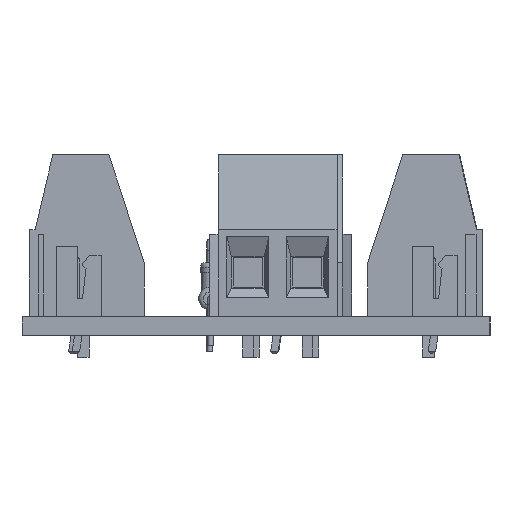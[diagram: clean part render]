
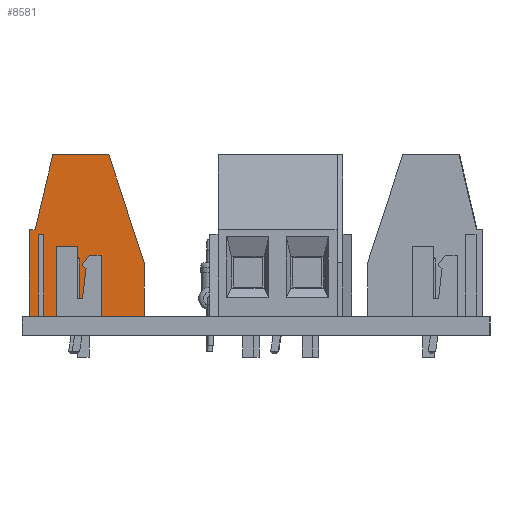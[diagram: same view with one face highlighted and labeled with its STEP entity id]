
A CAD part, left-side view. The second image highlights one B-rep face of the part: STEP entity #8581.
In plain terms, the highlighted face is planar.
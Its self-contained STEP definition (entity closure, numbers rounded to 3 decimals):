
#988=FACE_OUTER_BOUND('',#1528,.T.);
#1528=EDGE_LOOP('',(#7143,#7144,#7145,#7146,#7147,#7148,#7149,#7150,#7151,
#7152,#7153));
#2294=LINE('',#13282,#3286);
#2295=LINE('',#13285,#3287);
#2297=LINE('',#13293,#3289);
#2299=LINE('',#13297,#3291);
#2304=LINE('',#13306,#3296);
#2308=LINE('',#13314,#3300);
#2323=LINE('',#13344,#3315);
#2333=LINE('',#13363,#3325);
#2334=LINE('',#13366,#3326);
#2335=LINE('',#13368,#3327);
#2336=LINE('',#13369,#3328);
#3286=VECTOR('',#10859,1.);
#3287=VECTOR('',#10862,1.);
#3289=VECTOR('',#10870,1.);
#3291=VECTOR('',#10874,1.);
#3296=VECTOR('',#10881,1.);
#3300=VECTOR('',#10885,1.);
#3315=VECTOR('',#10908,1.);
#3325=VECTOR('',#10920,1.);
#3326=VECTOR('',#10923,1.);
#3327=VECTOR('',#10924,1.);
#3328=VECTOR('',#10925,1.);
#4171=VERTEX_POINT('',#13278);
#4172=VERTEX_POINT('',#13280);
#4173=VERTEX_POINT('',#13284);
#4176=VERTEX_POINT('',#13292);
#4177=VERTEX_POINT('',#13296);
#4180=VERTEX_POINT('',#13305);
#4183=VERTEX_POINT('',#13311);
#4184=VERTEX_POINT('',#13313);
#4195=VERTEX_POINT('',#13343);
#4204=VERTEX_POINT('',#13365);
#4205=VERTEX_POINT('',#13367);
#5184=EDGE_CURVE('',#4171,#4172,#2294,.T.);
#5185=EDGE_CURVE('',#4173,#4171,#2295,.T.);
#5189=EDGE_CURVE('',#4173,#4176,#2297,.T.);
#5191=EDGE_CURVE('',#4177,#4176,#2299,.T.);
#5196=EDGE_CURVE('',#4180,#4177,#2304,.T.);
#5200=EDGE_CURVE('',#4184,#4183,#2308,.T.);
#5215=EDGE_CURVE('',#4195,#4184,#2323,.T.);
#5225=EDGE_CURVE('',#4172,#4195,#2333,.T.);
#5226=EDGE_CURVE('',#4183,#4204,#2334,.T.);
#5227=EDGE_CURVE('',#4204,#4205,#2335,.T.);
#5228=EDGE_CURVE('',#4180,#4205,#2336,.T.);
#7143=ORIENTED_EDGE('',*,*,#5184,.T.);
#7144=ORIENTED_EDGE('',*,*,#5225,.T.);
#7145=ORIENTED_EDGE('',*,*,#5215,.T.);
#7146=ORIENTED_EDGE('',*,*,#5200,.T.);
#7147=ORIENTED_EDGE('',*,*,#5226,.T.);
#7148=ORIENTED_EDGE('',*,*,#5227,.T.);
#7149=ORIENTED_EDGE('',*,*,#5228,.F.);
#7150=ORIENTED_EDGE('',*,*,#5196,.T.);
#7151=ORIENTED_EDGE('',*,*,#5191,.T.);
#7152=ORIENTED_EDGE('',*,*,#5189,.F.);
#7153=ORIENTED_EDGE('',*,*,#5185,.T.);
#8157=PLANE('',#9220);
#8581=ADVANCED_FACE('',(#988),#8157,.T.);
#9220=AXIS2_PLACEMENT_3D('',#13364,#10921,#10922);
#10859=DIRECTION('',(0.,-0.228,-0.974));
#10862=DIRECTION('',(0.,-1.,0.));
#10870=DIRECTION('',(0.,0.309,-0.951));
#10874=DIRECTION('',(0.,0.,1.));
#10881=DIRECTION('',(0.,1.,0.));
#10885=DIRECTION('',(0.,1.,0.));
#10908=DIRECTION('',(0.,0.,-1.));
#10920=DIRECTION('',(0.,-1.,0.));
#10921=DIRECTION('center_axis',(1.,0.,0.));
#10922=DIRECTION('ref_axis',(0.,0.,1.));
#10923=DIRECTION('',(0.,0.,1.));
#10924=DIRECTION('',(0.,1.,0.));
#10925=DIRECTION('',(0.,0.,1.));
#13278=CARTESIAN_POINT('',(7.62,-2.6,13.8));
#13280=CARTESIAN_POINT('',(7.62,-4.1,7.4));
#13282=CARTESIAN_POINT('',(7.62,-2.6,13.8));
#13284=CARTESIAN_POINT('',(7.62,2.2,13.8));
#13285=CARTESIAN_POINT('',(7.62,5.2,13.8));
#13292=CARTESIAN_POINT('',(7.62,5.2,4.57));
#13293=CARTESIAN_POINT('',(7.62,2.2,13.8));
#13296=CARTESIAN_POINT('',(7.62,5.2,0.));
#13297=CARTESIAN_POINT('',(7.62,5.2,0.));
#13305=CARTESIAN_POINT('',(7.62,-3.37,0.));
#13306=CARTESIAN_POINT('',(7.62,-4.6,0.));
#13311=CARTESIAN_POINT('',(7.62,-3.83,0.));
#13313=CARTESIAN_POINT('',(7.62,-4.6,0.));
#13314=CARTESIAN_POINT('',(7.62,-4.6,0.));
#13343=CARTESIAN_POINT('',(7.62,-4.6,7.4));
#13344=CARTESIAN_POINT('',(7.62,-4.6,13.8));
#13363=CARTESIAN_POINT('',(7.62,-4.1,7.4));
#13364=CARTESIAN_POINT('Origin',(7.62,0.3,6.9));
#13365=CARTESIAN_POINT('',(7.62,-3.83,7.));
#13366=CARTESIAN_POINT('',(7.62,-3.83,0.));
#13367=CARTESIAN_POINT('',(7.62,-3.37,7.));
#13368=CARTESIAN_POINT('',(7.62,-3.83,7.));
#13369=CARTESIAN_POINT('',(7.62,-3.37,0.));
